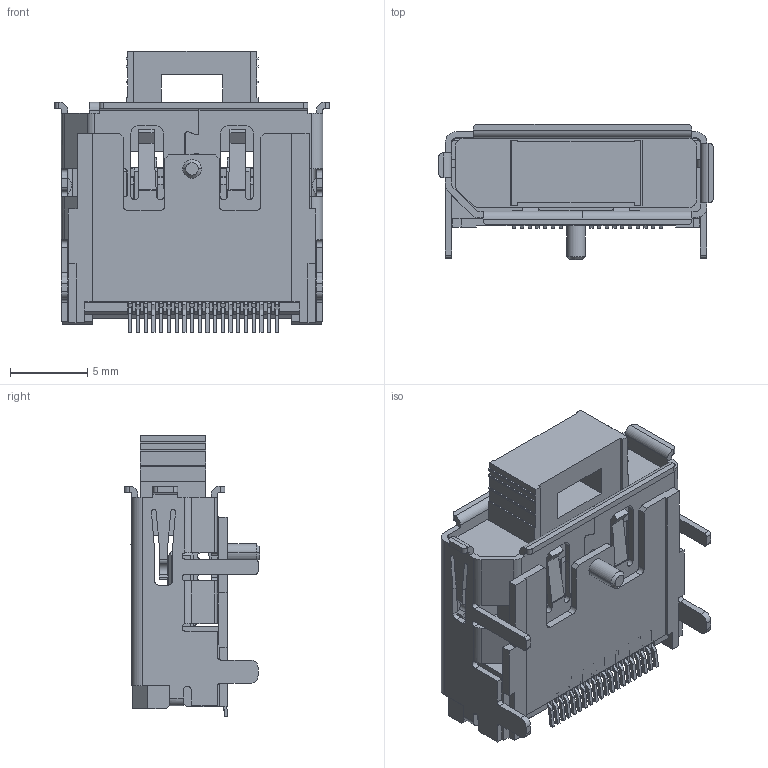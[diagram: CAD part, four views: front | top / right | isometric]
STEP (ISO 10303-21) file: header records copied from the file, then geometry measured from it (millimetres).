
FILE_DESCRIPTION((''),'2;1');
FILE_NAME('472720024','2019-01-15T',('gga'),(''),'PRO/ENGINEER BY PARAMETRIC TECHNOLOGY CORPORATION, 2016010','PRO/ENGINEER BY PARAMETRIC TECHNOLOGY CORPORATION, 2016010','');
FILE_SCHEMA(('CONFIG_CONTROL_DESIGN'));
Length unit declared in the file: millimetre
Products named in the file (1): 472720024
Bounding box: 17.79 x 8.75 x 18.19 mm (x, y, z)
Volume: 905.1 mm3; surface area: 2259.7 mm2
Topology: 1 solids, 1 shells, 1191 faces, 3600 edges, 2421 vertices
Faces by surface type: plane 937, cylinder 252, cone 2
Entity records: 39929 total; most frequent: CARTESIAN_POINT 7138, ORIENTED_EDGE 6970, DIRECTION 6500, EDGE_CURVE 3485, VECTOR 3052, LINE 3052, VERTEX_POINT 2305, AXIS2_PLACEMENT_3D 1724
